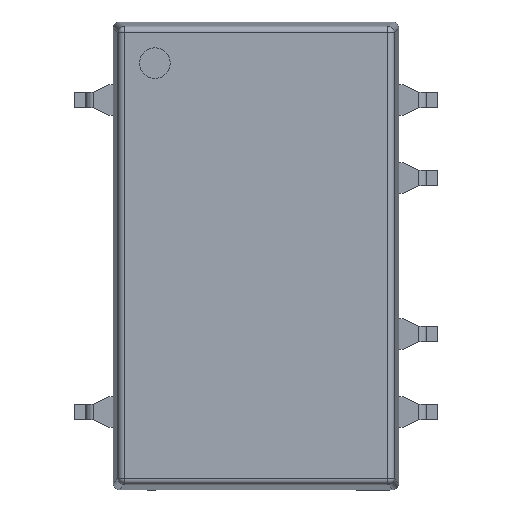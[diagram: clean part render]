
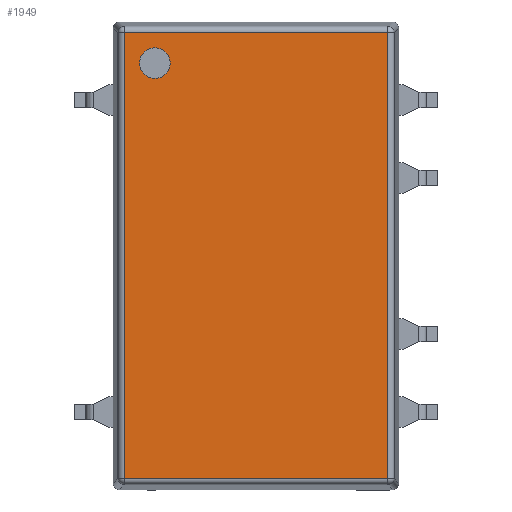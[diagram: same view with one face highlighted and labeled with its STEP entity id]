
A CAD part, top view. The second image highlights one B-rep face of the part: STEP entity #1949.
In plain terms, the highlighted planar face has unit normal (0, 0, 1).
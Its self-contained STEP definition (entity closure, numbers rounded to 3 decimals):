
#210=CARTESIAN_POINT('',(-3.298,5.773,7.55));
#211=VERTEX_POINT('',#210);
#220=CARTESIAN_POINT('',(-3.298,6.773,7.55));
#221=VERTEX_POINT('',#220);
#222=CARTESIAN_POINT('',(-3.298,6.273,7.55));
#223=DIRECTION('',(0.0,0.0,-1.0));
#224=DIRECTION('',(0.0,-1.0,0.0));
#225=AXIS2_PLACEMENT_3D('',#222,#223,#224);
#226=CIRCLE('',#225,0.5);
#227=EDGE_CURVE('',#221,#211,#226,.T.);
#261=CARTESIAN_POINT('',(-3.298,6.273,7.55));
#262=DIRECTION('',(0.0,0.0,-1.0));
#263=DIRECTION('',(0.0,-1.0,0.0));
#264=AXIS2_PLACEMENT_3D('',#261,#262,#263);
#265=CIRCLE('',#264,0.5);
#266=EDGE_CURVE('',#211,#221,#265,.T.);
#1299=CARTESIAN_POINT('',(4.298,-7.263,7.55));
#1300=VERTEX_POINT('',#1299);
#1309=CARTESIAN_POINT('',(4.298,7.273,7.55));
#1310=VERTEX_POINT('',#1309);
#1318=CARTESIAN_POINT('',(4.298,7.273,7.55));
#1319=DIRECTION('',(0.0,-1.0,0.0));
#1320=VECTOR('',#1319,14.536);
#1321=LINE('',#1318,#1320);
#1322=EDGE_CURVE('',#1310,#1300,#1321,.T.);
#1622=CARTESIAN_POINT('',(-4.298,-7.263,7.55));
#1623=VERTEX_POINT('',#1622);
#1631=CARTESIAN_POINT('',(-4.298,7.273,7.55));
#1632=VERTEX_POINT('',#1631);
#1633=CARTESIAN_POINT('',(-4.298,-7.263,7.55));
#1634=DIRECTION('',(0.0,1.0,0.0));
#1635=VECTOR('',#1634,14.536);
#1636=LINE('',#1633,#1635);
#1637=EDGE_CURVE('',#1623,#1632,#1636,.T.);
#1924=CARTESIAN_POINT('',(4.728,8.,7.55));
#1925=DIRECTION('',(0.0,0.0,1.0));
#1926=DIRECTION('',(-1.0,0.0,0.0));
#1927=AXIS2_PLACEMENT_3D('',#1924,#1925,#1926);
#1928=PLANE('',#1927);
#1929=ORIENTED_EDGE('',*,*,#1322,.F.);
#1930=CARTESIAN_POINT('',(4.298,7.273,7.55));
#1931=DIRECTION('',(-1.0,0.0,0.0));
#1932=VECTOR('',#1931,8.596);
#1933=LINE('',#1930,#1932);
#1934=EDGE_CURVE('',#1310,#1632,#1933,.T.);
#1935=ORIENTED_EDGE('',*,*,#1934,.T.);
#1936=ORIENTED_EDGE('',*,*,#1637,.F.);
#1937=CARTESIAN_POINT('',(-4.298,-7.263,7.55));
#1938=DIRECTION('',(1.0,0.0,0.0));
#1939=VECTOR('',#1938,8.596);
#1940=LINE('',#1937,#1939);
#1941=EDGE_CURVE('',#1623,#1300,#1940,.T.);
#1942=ORIENTED_EDGE('',*,*,#1941,.T.);
#1943=EDGE_LOOP('',(#1929,#1935,#1936,#1942));
#1944=FACE_OUTER_BOUND('',#1943,.T.);
#1945=ORIENTED_EDGE('',*,*,#266,.T.);
#1946=ORIENTED_EDGE('',*,*,#227,.T.);
#1947=EDGE_LOOP('',(#1945,#1946));
#1948=FACE_BOUND('',#1947,.T.);
#1949=ADVANCED_FACE('',(#1944,#1948),#1928,.T.);
